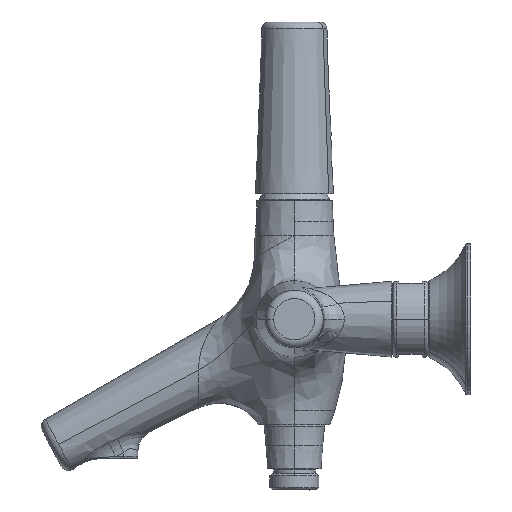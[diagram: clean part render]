
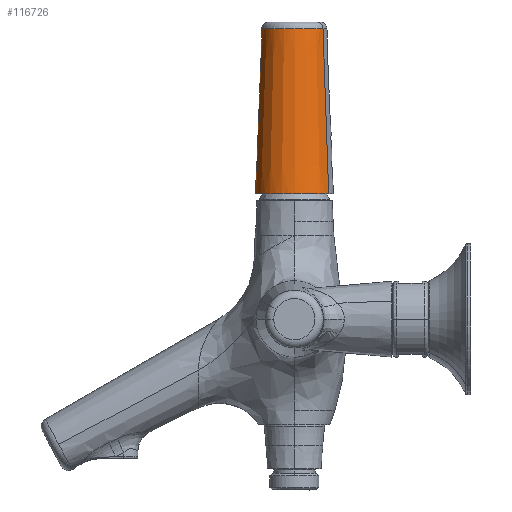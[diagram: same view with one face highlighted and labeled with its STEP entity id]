
A CAD part, left-side view. The second image highlights one B-rep face of the part: STEP entity #116726.
In plain terms, the highlighted conical face has half-angle 2.25 degrees and reference radius 13.765 mm.
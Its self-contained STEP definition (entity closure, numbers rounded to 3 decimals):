
#116687=CARTESIAN_POINT('Axis2P3D Location',(0.,0.,122.518)) ;
#116692=CARTESIAN_POINT('Axis2P3D Location',(0.,0.,122.518)) ;
#116696=CARTESIAN_POINT('Vertex',(-6.599,-12.08,122.518)) ;
#116698=CARTESIAN_POINT('Vertex',(6.599,12.08,122.518)) ;
#116701=CARTESIAN_POINT('Line Origine',(7.255,13.28,87.709)) ;
#116705=CARTESIAN_POINT('Vertex',(7.911,14.48,52.9)) ;
#116708=CARTESIAN_POINT('Axis2P3D Location',(0.,0.,52.9)) ;
#116712=CARTESIAN_POINT('Vertex',(-7.911,-14.48,52.9)) ;
#116715=CARTESIAN_POINT('Line Origine',(-7.255,-13.28,87.709)) ;
#116688=DIRECTION('Axis2P3D Direction',(0.,0.,-1.)) ;
#116689=DIRECTION('Axis2P3D XDirection',(-0.479,-0.878,0.)) ;
#116693=DIRECTION('Axis2P3D Direction',(0.,0.,-1.)) ;
#116702=DIRECTION('Vector Direction',(0.019,0.034,-0.999)) ;
#116709=DIRECTION('Axis2P3D Direction',(0.,0.,-1.)) ;
#116716=DIRECTION('Vector Direction',(-0.019,-0.034,-0.999)) ;
#116690=AXIS2_PLACEMENT_3D('Cone Axis2P3D',#116687,#116688,#116689) ;
#116694=AXIS2_PLACEMENT_3D('Circle Axis2P3D',#116692,#116693,$) ;
#116710=AXIS2_PLACEMENT_3D('Circle Axis2P3D',#116708,#116709,$) ;
#116721=ORIENTED_EDGE('',*,*,#116700,.T.) ;
#116722=ORIENTED_EDGE('',*,*,#116707,.F.) ;
#116723=ORIENTED_EDGE('',*,*,#116714,.F.) ;
#116724=ORIENTED_EDGE('',*,*,#116719,.T.) ;
#116703=VECTOR('Line Direction',#116702,1.) ;
#116717=VECTOR('Line Direction',#116716,1.) ;
#116726=ADVANCED_FACE('PartBody',(#116725),#116691,.T.) ;
#116695=CIRCLE('generated circle',#116694,13.765) ;
#116711=CIRCLE('generated circle',#116710,16.5) ;
#116691=CONICAL_SURFACE('Cone',#116690,13.765,0.039) ;
#116700=EDGE_CURVE('',#116697,#116699,#116695,.T.) ;
#116707=EDGE_CURVE('',#116706,#116699,#116704,.F.) ;
#116714=EDGE_CURVE('',#116713,#116706,#116711,.T.) ;
#116719=EDGE_CURVE('',#116713,#116697,#116718,.F.) ;
#116720=EDGE_LOOP('',(#116721,#116722,#116723,#116724)) ;
#116725=FACE_OUTER_BOUND('',#116720,.T.) ;
#116704=LINE('Line',#116701,#116703) ;
#116718=LINE('Line',#116715,#116717) ;
#116697=VERTEX_POINT('',#116696) ;
#116699=VERTEX_POINT('',#116698) ;
#116706=VERTEX_POINT('',#116705) ;
#116713=VERTEX_POINT('',#116712) ;
